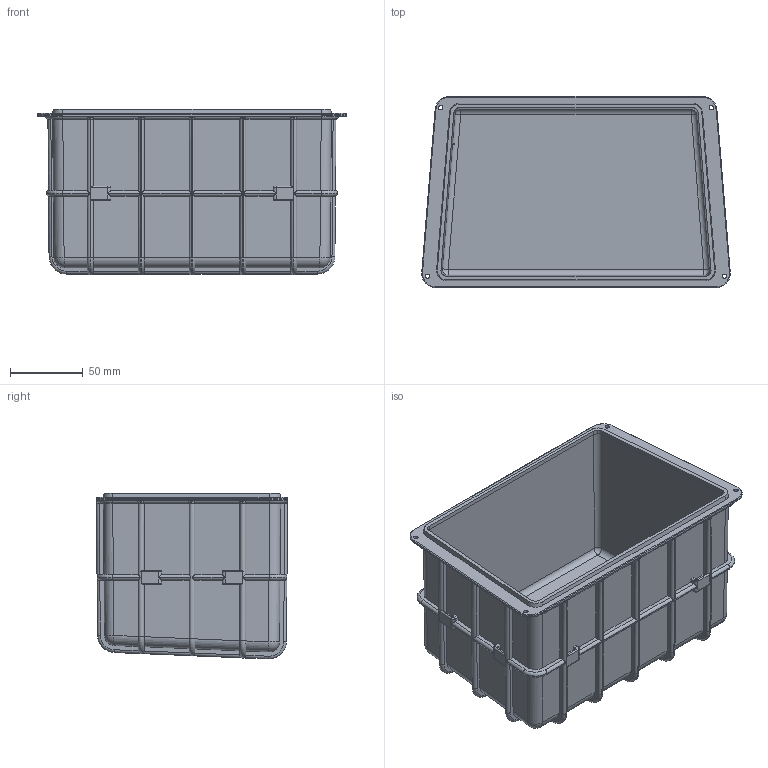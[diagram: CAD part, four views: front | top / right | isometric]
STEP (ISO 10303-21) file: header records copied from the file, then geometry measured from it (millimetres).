
FILE_DESCRIPTION(/* description */ ('STEP AP214'),/* implementation_level */ '2;1');
FILE_NAME(/* name */ 'IC Box 100.stp',/* time_stamp */ '2022-01-04T14:36:29+01:00',/* author */ ('Bruker'),/* organization */ (''),/* preprocessor_version */ 'ST-DEVELOPER v18.1',/* originating_system */ 'Autodesk Inventor 2021',/* authorisation */ '');
FILE_SCHEMA (('AUTOMOTIVE_DESIGN { 1 0 10303 214 3 1 1 }'));
Products named in the file (1): IC Box 100
Bounding box: 212.12 x 131.64 x 114.09 mm (x, y, z)
Volume: 315908.7 mm3; surface area: 199321.6 mm2
Topology: 1 solids, 1 shells, 1319 faces, 3674 edges, 2387 vertices
Faces by surface type: plane 582, cylinder 437, bspline 190, torus 90, cone 12, sphere 8
Full cylindrical faces by diameter (mm): 0.499 x1, 3 x4
Entity records: 57057 total; most frequent: CARTESIAN_POINT 23978, ORIENTED_EDGE 7348, DIRECTION 6398, EDGE_CURVE 3674, VERTEX_POINT 2387, AXIS2_PLACEMENT_3D 2181, LINE 2036, VECTOR 2036
